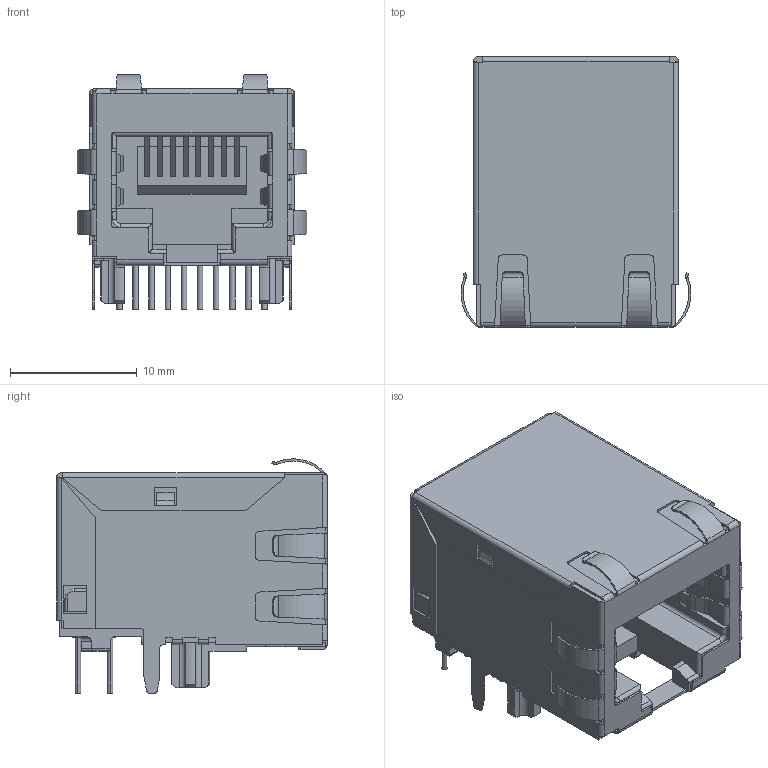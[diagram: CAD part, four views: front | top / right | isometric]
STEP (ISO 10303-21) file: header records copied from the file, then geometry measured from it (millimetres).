
FILE_DESCRIPTION((''),'2;1');
FILE_NAME('936268020','2019-03-15T',('gga'),(''),'PRO/ENGINEER BY PARAMETRIC TECHNOLOGY CORPORATION, 2016010','PRO/ENGINEER BY PARAMETRIC TECHNOLOGY CORPORATION, 2016010','');
FILE_SCHEMA(('CONFIG_CONTROL_DESIGN'));
Length unit declared in the file: millimetre
Products named in the file (1): 936268020
Bounding box: 18.15 x 21.37 x 18.5 mm (x, y, z)
Volume: 3465.9 mm3; surface area: 2658.3 mm2
Topology: 1 solids, 1 shells, 751 faces, 2114 edges, 1386 vertices
Faces by surface type: plane 456, cylinder 245, cone 24, bspline 18, sphere 4, torus 4
Entity records: 25455 total; most frequent: CARTESIAN_POINT 6218, ORIENTED_EDGE 4156, DIRECTION 3737, EDGE_CURVE 2078, VECTOR 1429, LINE 1429, VERTEX_POINT 1358, AXIS2_PLACEMENT_3D 1154
